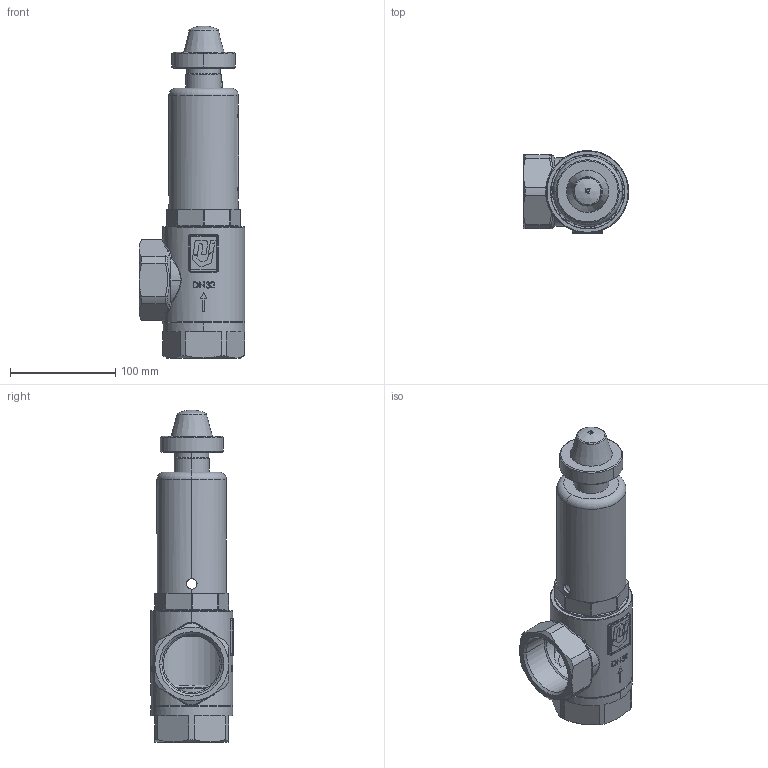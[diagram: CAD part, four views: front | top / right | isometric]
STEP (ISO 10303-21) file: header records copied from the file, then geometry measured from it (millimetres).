
FILE_DESCRIPTION(('HOOPS Exchange Step'),'2;1');
FILE_NAME('SV07-09-DN50-IG.stp','2026-01-23T09:53:27+01:00',('nieru'),('Unknown organisation'),'HOOPS Exchange 2024.2','HOOPS Exchange','Unknown authorisation');
FILE_SCHEMA( ('AP203_CONFIGURATION_CONTROLLED_3D_DESIGN_OF_MECHANICAL_PARTS_AND_ASSEMBLIES_MIM_LF') );
Length unit declared in the file: millimetre
Products named in the file (2): 0; root
Assembly tree (1 placements, depth 2):
  root
    0
Bounding box: 100 x 78.5 x 315 mm (x, y, z)
Volume: 374541.7 mm3; surface area: 167280.3 mm2
Topology: 6 solids, 6 shells, 556 faces, 1396 edges, 882 vertices
Faces by surface type: plane 195, bspline 131, cylinder 112, cone 72, torus 37, sphere 9
Entity records: 26127 total; most frequent: CARTESIAN_POINT 14084, ORIENTED_EDGE 2792, DIRECTION 2006, EDGE_CURVE 1396, VERTEX_POINT 882, AXIS2_PLACEMENT_3D 777, EDGE_LOOP 602, FACE_BOUND 602
